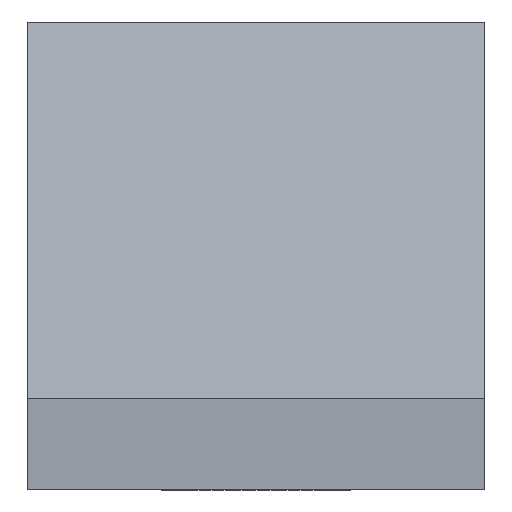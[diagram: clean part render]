
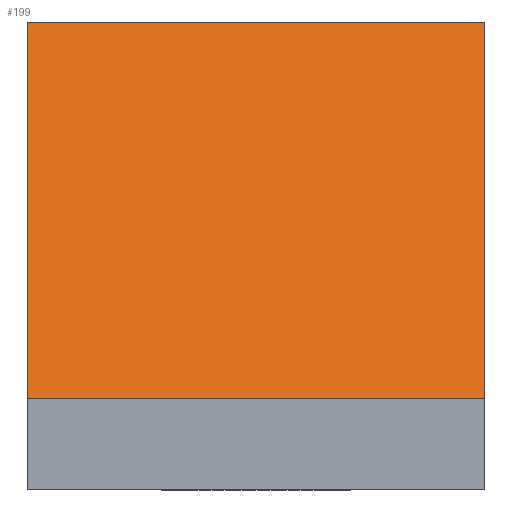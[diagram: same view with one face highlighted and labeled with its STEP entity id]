
A CAD part, left-side view. The second image highlights one B-rep face of the part: STEP entity #199.
In plain terms, the highlighted planar face has unit normal (-0.94, 0, 0.342).
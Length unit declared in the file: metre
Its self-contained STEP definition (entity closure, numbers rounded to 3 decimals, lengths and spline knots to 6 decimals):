
#43=ORIENTED_EDGE('',*,*,#89,.F.);
#44=ORIENTED_EDGE('',*,*,#90,.F.);
#45=ORIENTED_EDGE('',*,*,#91,.T.);
#46=ORIENTED_EDGE('',*,*,#87,.T.);
#87=EDGE_CURVE('',#109,#108,#126,.T.);
#89=EDGE_CURVE('',#110,#108,#128,.T.);
#90=EDGE_CURVE('',#111,#110,#129,.T.);
#91=EDGE_CURVE('',#111,#109,#130,.T.);
#108=VERTEX_POINT('',#324);
#109=VERTEX_POINT('',#326);
#110=VERTEX_POINT('',#330);
#111=VERTEX_POINT('',#332);
#126=LINE('',#325,#145);
#128=LINE('',#329,#147);
#129=LINE('',#331,#148);
#130=LINE('',#333,#149);
#145=VECTOR('',#267,1.);
#147=VECTOR('',#271,1.);
#148=VECTOR('',#272,1.);
#149=VECTOR('',#273,1.);
#159=EDGE_LOOP('',(#43,#44,#45,#46));
#176=FACE_BOUND('',#159,.T.);
#190=PLANE('',#227);
#199=ADVANCED_FACE('',(#176),#190,.T.);
#227=AXIS2_PLACEMENT_3D('',#328,#269,#270);
#267=DIRECTION('',(0.,1.,0.));
#269=DIRECTION('',(-0.94,0.,0.342));
#270=DIRECTION('',(0.342,0.,0.94));
#271=DIRECTION('',(0.342,0.,0.94));
#272=DIRECTION('',(0.,1.,0.));
#273=DIRECTION('',(0.342,0.,0.94));
#324=CARTESIAN_POINT('',(0.070476,0.,0.012982));
#325=CARTESIAN_POINT('',(0.070476,-0.0127,0.012982));
#326=CARTESIAN_POINT('',(0.070476,-0.0127,0.012982));
#328=CARTESIAN_POINT('',(0.068575,-0.0127,0.007761));
#329=CARTESIAN_POINT('',(0.068575,0.,0.007761));
#330=CARTESIAN_POINT('',(0.066675,0.,0.00254));
#331=CARTESIAN_POINT('',(0.066675,-0.0127,0.00254));
#332=CARTESIAN_POINT('',(0.066675,-0.0127,0.00254));
#333=CARTESIAN_POINT('',(0.068575,-0.0127,0.007761));
